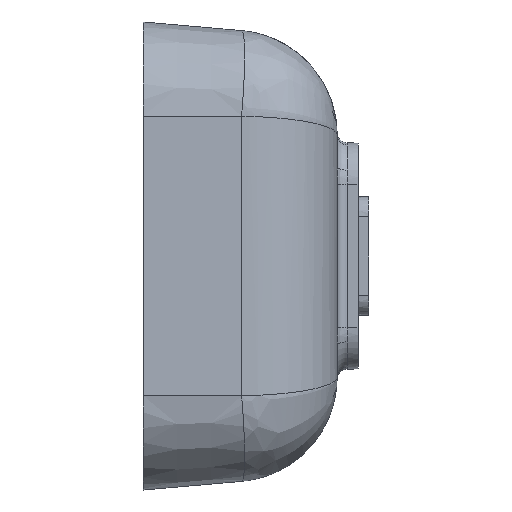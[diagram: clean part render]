
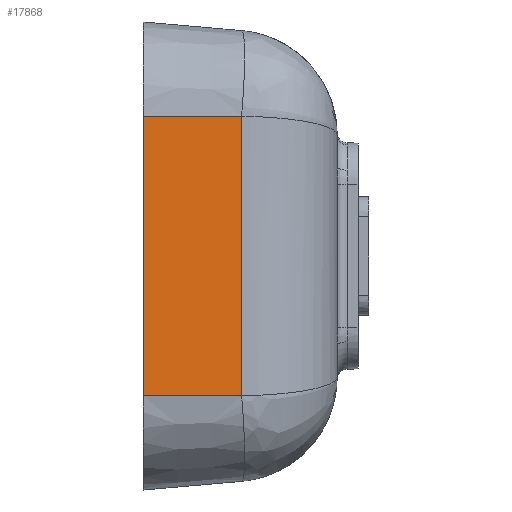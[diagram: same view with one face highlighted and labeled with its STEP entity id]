
A CAD part, left-side view. The second image highlights one B-rep face of the part: STEP entity #17868.
In plain terms, the highlighted planar face has unit normal (-0.996, -0.087, 0).
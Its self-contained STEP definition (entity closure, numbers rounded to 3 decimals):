
#572 = LINE ( 'NONE', #9527, #23504 ) ;
#1201 = DIRECTION ( 'NONE',  ( 0., 0., 1. ) ) ;
#1357 = ORIENTED_EDGE ( 'NONE', *, *, #10399, .T. ) ;
#1625 = EDGE_CURVE ( 'NONE', #18489, #26987, #28885, .T. ) ;
#2346 = CARTESIAN_POINT ( 'NONE',  ( -297.5, 0., 133.5 ) ) ;
#2542 = EDGE_CURVE ( 'NONE', #3943, #26483, #10232, .T. ) ;
#3943 = VERTEX_POINT ( 'NONE', #11488 ) ;
#4876 = ORIENTED_EDGE ( 'NONE', *, *, #5086, .F. ) ;
#5086 = EDGE_CURVE ( 'NONE', #26987, #26483, #572, .T. ) ;
#7147 = DIRECTION ( 'NONE',  ( -0.087, 0.996, 0. ) ) ;
#9509 = VECTOR ( 'NONE', #7147, 1000. ) ;
#9527 = CARTESIAN_POINT ( 'NONE',  ( -297.5, 0., -133.5 ) ) ;
#10232 = LINE ( 'NONE', #2346, #9509 ) ;
#10305 = PLANE ( 'NONE',  #27014 ) ;
#10399 = EDGE_CURVE ( 'NONE', #18489, #3943, #22184, .T. ) ;
#10595 = CARTESIAN_POINT ( 'NONE',  ( -297.5, 0., -133.5 ) ) ;
#11488 = CARTESIAN_POINT ( 'NONE',  ( -289.301, -93.716, 133.5 ) ) ;
#12017 = FACE_OUTER_BOUND ( 'NONE', #25914, .T. ) ;
#13791 = DIRECTION ( 'NONE',  ( -0.087, 0.996, 0. ) ) ;
#14922 = DIRECTION ( 'NONE',  ( 0.087, -0.996, 0. ) ) ;
#15300 = CARTESIAN_POINT ( 'NONE',  ( -297.5, 0., 133.5 ) ) ;
#16087 = CARTESIAN_POINT ( 'NONE',  ( -297.5, 0., -133.5 ) ) ;
#16266 = DIRECTION ( 'NONE',  ( 0., 0., 1. ) ) ;
#17868 = ADVANCED_FACE ( 'NONE', ( #12017 ), #10305, .T. ) ;
#18489 = VERTEX_POINT ( 'NONE', #23544 ) ;
#20502 = CARTESIAN_POINT ( 'NONE',  ( -297.5, 0., -133.5 ) ) ;
#21711 = ORIENTED_EDGE ( 'NONE', *, *, #1625, .F. ) ;
#21740 = VECTOR ( 'NONE', #13791, 1000. ) ;
#22184 = LINE ( 'NONE', #26345, #28607 ) ;
#23504 = VECTOR ( 'NONE', #16266, 1000. ) ;
#23544 = CARTESIAN_POINT ( 'NONE',  ( -289.301, -93.716, -133.5 ) ) ;
#25914 = EDGE_LOOP ( 'NONE', ( #21711, #1357, #28643, #4876 ) ) ;
#26345 = CARTESIAN_POINT ( 'NONE',  ( -289.301, -93.716, 133.5 ) ) ;
#26483 = VERTEX_POINT ( 'NONE', #15300 ) ;
#26634 = DIRECTION ( 'NONE',  ( -0.996, -0.087, 0. ) ) ;
#26987 = VERTEX_POINT ( 'NONE', #16087 ) ;
#27014 = AXIS2_PLACEMENT_3D ( 'NONE', #10595, #26634, #14922 ) ;
#28607 = VECTOR ( 'NONE', #1201, 1000. ) ;
#28643 = ORIENTED_EDGE ( 'NONE', *, *, #2542, .T. ) ;
#28885 = LINE ( 'NONE', #20502, #21740 ) ;
